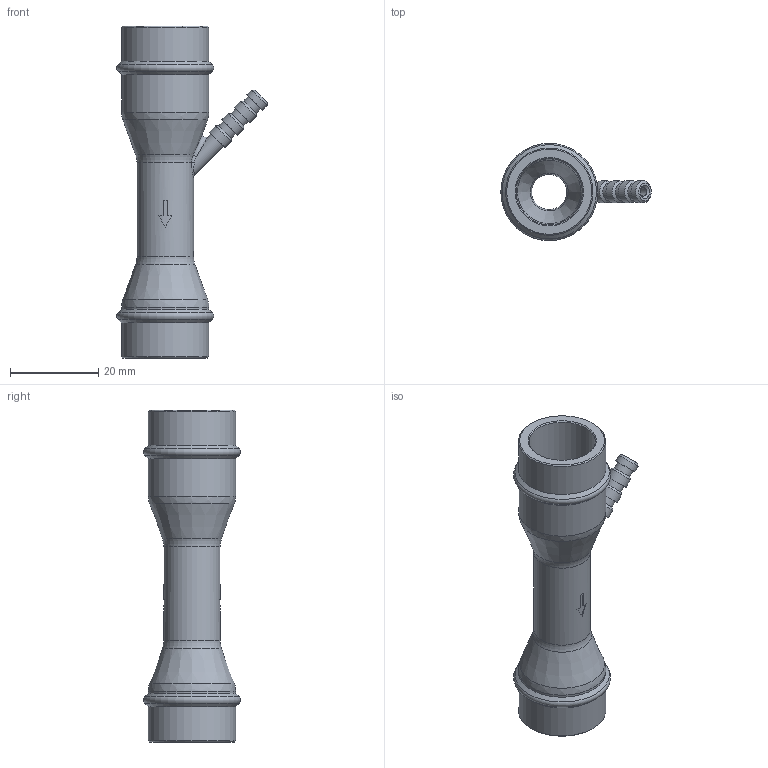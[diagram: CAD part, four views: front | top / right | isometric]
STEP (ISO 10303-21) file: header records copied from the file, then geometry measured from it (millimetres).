
FILE_DESCRIPTION(/* description */ (''),/* implementation_level */ '2;1');
FILE_NAME(/* name */ 'oxygen_mixer_v3.step',/* time_stamp */ '2020-03-28T18:42:45+01:00',/* author */ (''),/* organization */ (''),/* preprocessor_version */ 'ST-DEVELOPER v18',/* originating_system */ 'Autodesk Translation Framework v8.12.0.6',/* authorisation */ '');
FILE_SCHEMA (('AUTOMOTIVE_DESIGN { 1 0 10303 214 3 1 1 }'));
Length unit declared in the file: millimetre
Products named in the file (1): side_mixer
Bounding box: 34.07 x 21.96 x 75.23 mm (x, y, z)
Volume: 8758.7 mm3; surface area: 7700.7 mm2
Topology: 1 solids, 1 shells, 71 faces, 178 edges, 115 vertices
Faces by surface type: plane 21, cylinder 19, cone 17, bspline 8, torus 6
Full cylindrical faces by diameter (mm): 2 x1, 4 x4, 5 x4, 8 x1, 12.8 x1, 15 x2, 19.8 x4
Entity records: 2659 total; most frequent: CARTESIAN_POINT 858, DIRECTION 406, ORIENTED_EDGE 356, EDGE_CURVE 178, AXIS2_PLACEMENT_3D 175, VERTEX_POINT 115, CIRCLE 103, EDGE_LOOP 81
